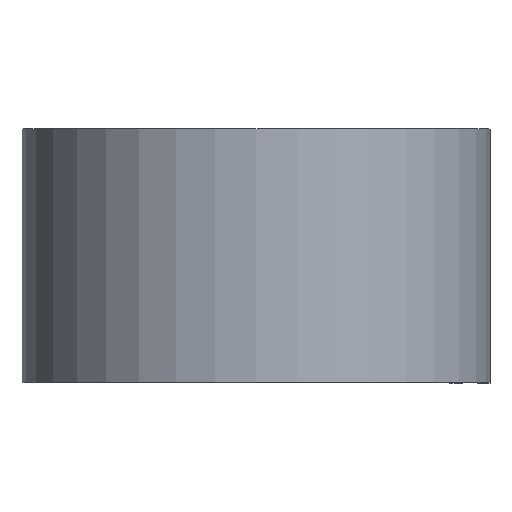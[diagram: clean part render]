
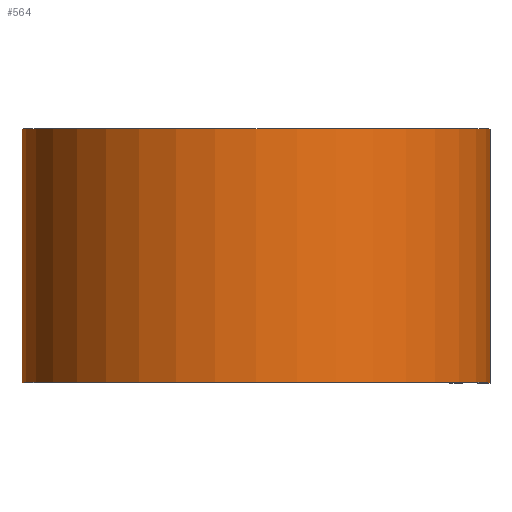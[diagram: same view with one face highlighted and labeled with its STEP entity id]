
A CAD part, top view. The second image highlights one B-rep face of the part: STEP entity #564.
In plain terms, the highlighted cylindrical face has radius 23.444 mm (diameter 46.888 mm), a partial arc.
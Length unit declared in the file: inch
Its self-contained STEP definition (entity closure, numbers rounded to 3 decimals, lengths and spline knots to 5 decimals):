
#5 = CYLINDRICAL_SURFACE ( 'NONE', #512, 0.923 ) ;
#29 = FACE_OUTER_BOUND ( 'NONE', #197, .T. ) ;
#32 = VERTEX_POINT ( 'NONE', #515 ) ;
#40 = ORIENTED_EDGE ( 'NONE', *, *, #614, .T. ) ;
#58 = CARTESIAN_POINT ( 'NONE',  ( 0.923, 0.5, 0. ) ) ;
#72 = AXIS2_PLACEMENT_3D ( 'NONE', #661, #250, #506 ) ;
#103 = ORIENTED_EDGE ( 'NONE', *, *, #125, .F. ) ;
#125 = EDGE_CURVE ( 'NONE', #195, #729, #478, .T. ) ;
#147 = CIRCLE ( 'NONE', #299, 0.923 ) ;
#161 = DIRECTION ( 'NONE',  ( 0., 0., -1. ) ) ;
#195 = VERTEX_POINT ( 'NONE', #731 ) ;
#197 = EDGE_LOOP ( 'NONE', ( #476, #103, #524, #40 ) ) ;
#250 = DIRECTION ( 'NONE',  ( 0., 1., 0. ) ) ;
#299 = AXIS2_PLACEMENT_3D ( 'NONE', #705, #545, #646 ) ;
#380 = EDGE_CURVE ( 'NONE', #32, #195, #147, .T. ) ;
#462 = CARTESIAN_POINT ( 'NONE',  ( 0.923, -0.5, 0. ) ) ;
#476 = ORIENTED_EDGE ( 'NONE', *, *, #722, .T. ) ;
#478 = LINE ( 'NONE', #58, #652 ) ;
#479 = CARTESIAN_POINT ( 'NONE',  ( 0., 0.5, 0. ) ) ;
#506 = DIRECTION ( 'NONE',  ( 1., 0., 0. ) ) ;
#508 = VERTEX_POINT ( 'NONE', #667 ) ;
#512 = AXIS2_PLACEMENT_3D ( 'NONE', #479, #589, #161 ) ;
#515 = CARTESIAN_POINT ( 'NONE',  ( 0., 0.5, -0.923 ) ) ;
#524 = ORIENTED_EDGE ( 'NONE', *, *, #380, .F. ) ;
#545 = DIRECTION ( 'NONE',  ( 0., 1., 0. ) ) ;
#564 = ADVANCED_FACE ( 'NONE', ( #29 ), #5, .T. ) ;
#580 = DIRECTION ( 'NONE',  ( 0., -1., 0. ) ) ;
#589 = DIRECTION ( 'NONE',  ( 0., -1., 0. ) ) ;
#614 = EDGE_CURVE ( 'NONE', #32, #508, #702, .T. ) ;
#620 = DIRECTION ( 'NONE',  ( 0., -1., 0. ) ) ;
#646 = DIRECTION ( 'NONE',  ( 1., 0., 0. ) ) ;
#652 = VECTOR ( 'NONE', #620, 39.37008 ) ;
#661 = CARTESIAN_POINT ( 'NONE',  ( 0., -0.5, 0. ) ) ;
#662 = CIRCLE ( 'NONE', #72, 0.923 ) ;
#667 = CARTESIAN_POINT ( 'NONE',  ( 0., -0.5, -0.923 ) ) ;
#687 = VECTOR ( 'NONE', #580, 39.37008 ) ;
#702 = LINE ( 'NONE', #736, #687 ) ;
#705 = CARTESIAN_POINT ( 'NONE',  ( 0., 0.5, 0. ) ) ;
#722 = EDGE_CURVE ( 'NONE', #508, #729, #662, .T. ) ;
#729 = VERTEX_POINT ( 'NONE', #462 ) ;
#731 = CARTESIAN_POINT ( 'NONE',  ( 0.923, 0.5, 0. ) ) ;
#736 = CARTESIAN_POINT ( 'NONE',  ( 0., 0.5, -0.923 ) ) ;
